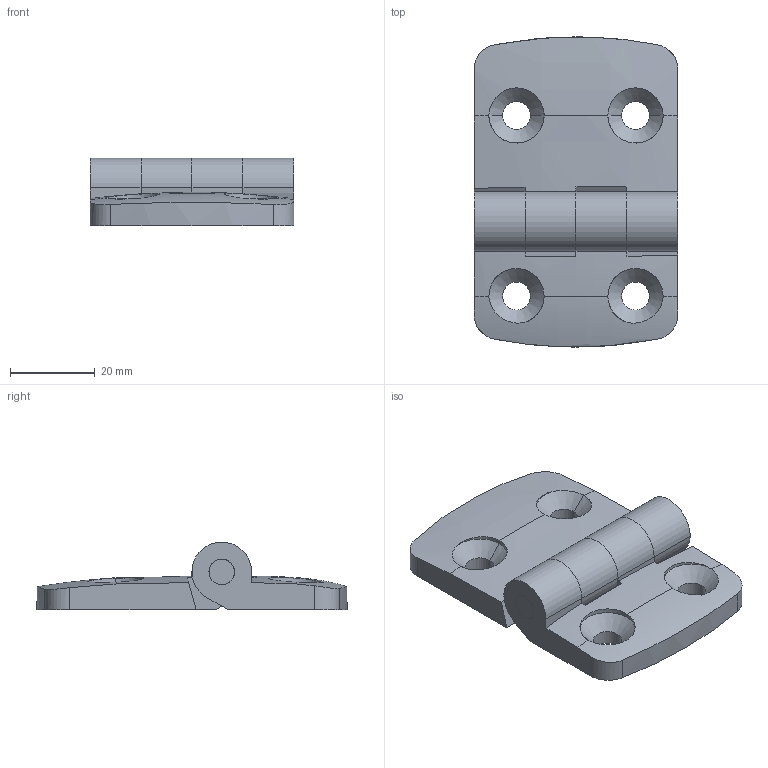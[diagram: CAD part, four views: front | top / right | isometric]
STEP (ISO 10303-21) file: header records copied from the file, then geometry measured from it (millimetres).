
FILE_DESCRIPTION(('STEP AP203'),'1');
FILE_NAME('SAFE10B1062.stp','2023-10-19T15:22:03',(' '),(' '),'Spatial InterOp 3D',' ',' ');
FILE_SCHEMA(('CONFIG_CONTROL_DESIGN'));
Length unit declared in the file: millimetre
Products named in the file (4): Charnière Al 45x30 E=42.5mm; Charnière Al 45x45 E=50mm; Axe_Charnière_Simple; Charnière Al 30x30 E=35mm
Assembly tree (3 placements, depth 2):
  Charnière Al 45x30 E=42.5mm
    Charnière Al 45x45 E=50mm
    Axe_Charnière_Simple
    Charnière Al 30x30 E=35mm
Bounding box: 48 x 73 x 15.96 mm (x, y, z)
Volume: 23656.2 mm3; surface area: 12741.7 mm2
Topology: 3 solids, 3 shells, 90 faces, 248 edges, 162 vertices
Faces by surface type: plane 41, cylinder 39, cone 6, bspline 2, revolution 2
Full cylindrical faces by diameter (mm): 6 x3, 6.6 x2
Entity records: 3976 total; most frequent: CARTESIAN_POINT 1045, ORIENTED_EDGE 478, DIRECTION 453, EDGE_CURVE 239, AXIS2_PLACEMENT_3D 165, VERTEX_POINT 160, LINE 121, VECTOR 121
